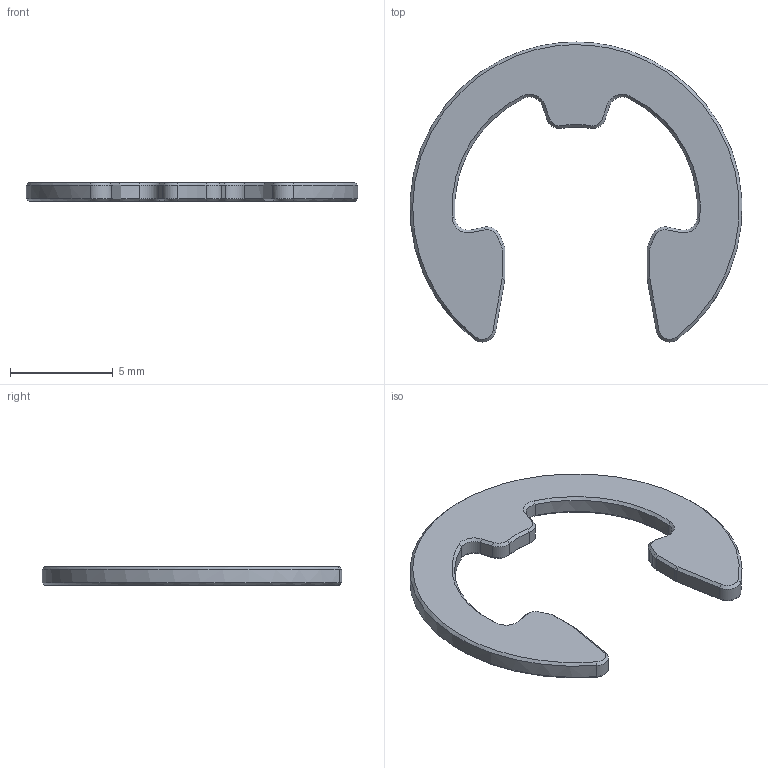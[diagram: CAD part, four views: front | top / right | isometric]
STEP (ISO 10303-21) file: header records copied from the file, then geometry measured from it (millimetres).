
FILE_DESCRIPTION(('FreeCAD Model'),'2;1');
FILE_NAME('Open CASCADE Shape Model','2025-05-08T03:59:10',('FreeCAD'),( 'FreeCAD'),'Open CASCADE STEP processor 7.6','FreeCAD','Unknown');
FILE_SCHEMA(('AUTOMOTIVE_DESIGN { 1 0 10303 214 1 1 1 1 }'));
Length unit declared in the file: millimetre
Products named in the file (1): Open CASCADE STEP translator 7.6 1
Bounding box: 16.13 x 14.59 x 0.92 mm (x, y, z)
Volume: 85.7 mm3; surface area: 248.4 mm2
Topology: 1 solids, 1 shells, 86 faces, 196 edges, 112 vertices
Faces by surface type: bspline 86
Entity records: 2186 total; most frequent: CARTESIAN_POINT 1069, ORIENTED_EDGE 392, EDGE_CURVE 196, B_SPLINE_CURVE_WITH_KNOTS 116, VERTEX_POINT 112, ADVANCED_FACE 86, FACE_BOUND 86, EDGE_LOOP 86
